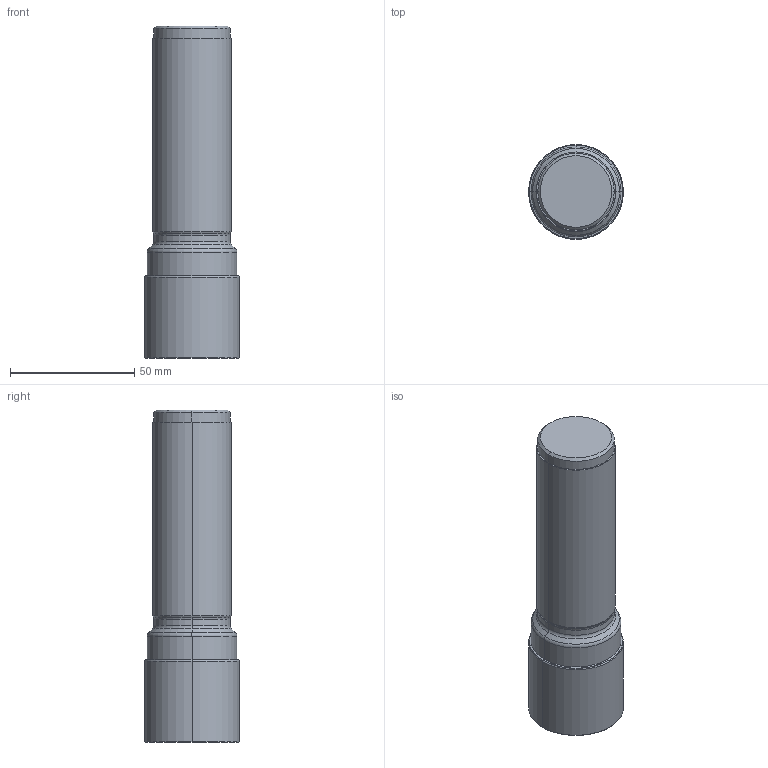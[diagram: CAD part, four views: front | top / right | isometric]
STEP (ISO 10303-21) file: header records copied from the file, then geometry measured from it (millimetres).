
FILE_DESCRIPTION(/* description */ (''),/* implementation_level */ '2;1');
FILE_NAME(/* name */ 'VPX300UR242FA20S1206_IR0_008.stp',/* time_stamp */ '2023-03-24T14:29:35+09:00',/* author */ (''),/* organization */ (''),/* preprocessor_version */ 'ST-DEVELOPER v16',/* originating_system */ 'SIEMENS PLM Software NX 10.0',/* authorisation */ '');
FILE_SCHEMA (('AUTOMOTIVE_DESIGN { 1 0 10303 214 3 1 1 1 }'));
Length unit declared in the file: millimetre
Products named in the file (1): VPX300UR242FA20S1206_IR0_008_ASM
Bounding box: 38.1 x 38.1 x 133.35 mm (x, y, z)
Volume: 134843.4 mm3; surface area: 23134.1 mm2
Topology: 2 solids, 2 shells, 72 faces, 186 edges, 139 vertices
Faces by surface type: revolution 18, torus 16, cone 14, cylinder 12, bspline 8, plane 4
Entity records: 3007 total; most frequent: CARTESIAN_POINT 1147, DIRECTION 392, ORIENTED_EDGE 332, AXIS2_PLACEMENT_3D 172, EDGE_CURVE 166, CIRCLE 118, VERTEX_POINT 98, EDGE_LOOP 74
